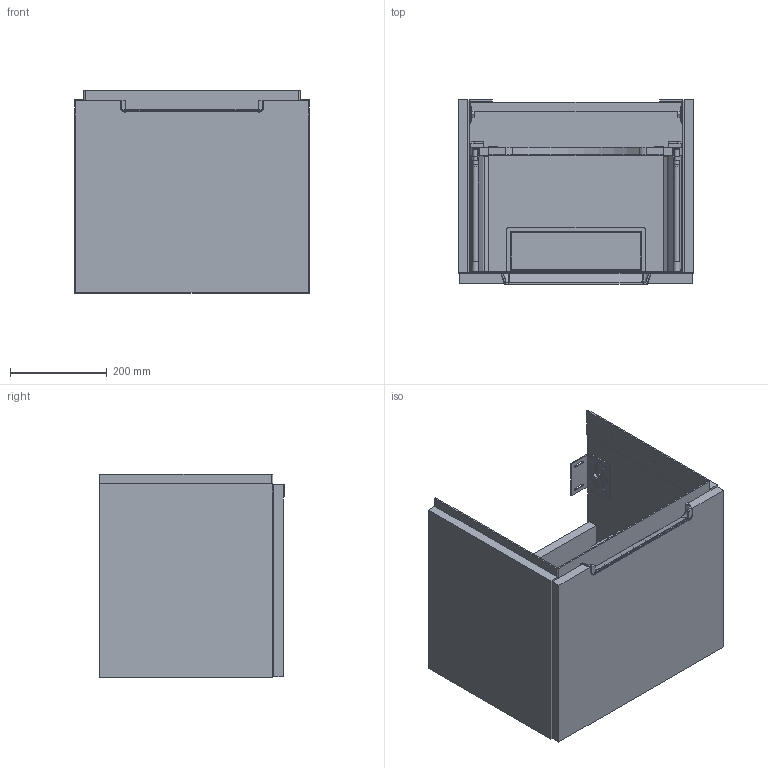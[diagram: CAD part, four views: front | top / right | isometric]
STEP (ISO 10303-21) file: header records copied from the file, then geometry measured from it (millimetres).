
FILE_DESCRIPTION((' '),'2;1');
FILE_NAME('A685Y0XX_3DFusionKopieren.stp.step','2013-11-21T08:32:25',(' '),(' '),' ','ACIS',' ');
FILE_SCHEMA(('CONFIG_CONTROL_DESIGN'));
Length unit declared in the file: millimetre
Products named in the file (39): A685Y0XX_3DFusionKopieren.stp.step; Körper1; Körper2; Körper3; Körper4; Körper5; Körper6; Körper7; Körper8; Körper9; Körper10; Körper11; Körper12; Körper13; Körper14; Körper15; Körper16; Körper17; Körper18; Körper19; Körper20; Körper21; Körper22; Körper23; Körper24; Körper25; Körper26; Körper27; Körper28; Körper29; Körper30; Körper31; Körper32; Körper33; Körper34; Körper35; Körper36; Körper37; Körper38
Assembly tree (38 placements, depth 2):
  A685Y0XX_3DFusionKopieren.stp.step
    Körper1
    Körper2
    Körper3
    Körper4
    Körper5
    Körper6
    Körper7
    Körper8
    Körper9
    Körper10
    Körper11
    Körper12
    Körper13
    Körper14
    Körper15
    Körper16
    Körper17
    Körper18
    Körper19
    Körper20
    Körper21
    Körper22
    Körper23
    Körper24
    Körper25
    Körper26
    Körper27
    Körper28
    Körper29
    Körper30
    Körper31
    Körper32
    Körper33
    Körper34
    Körper35
    Körper36
    Körper37
    Körper38
Bounding box: 485 x 381.81 x 420 mm (x, y, z)
Volume: 16544938.4 mm3; surface area: 2548650.9 mm2
Topology: 41 solids, 43 shells, 1051 faces, 2698 edges, 1762 vertices
Faces by surface type: bspline 486, plane 368, cylinder 143, cone 51, sphere 2, torus 1
Full cylindrical faces by diameter (mm): 4 x4, 5 x6, 6 x1, 7 x1, 11 x1, 30 x1
Entity records: 40217 total; most frequent: CARTESIAN_POINT 10570, ORIENTED_EDGE 5130, DIRECTION 4455, EDGE_CURVE 2565, VECTOR 1875, LINE 1875, VERTEX_POINT 1730, EDGE_LOOP 1301
